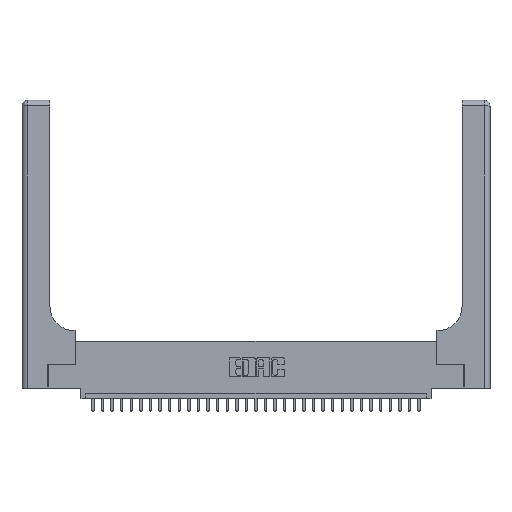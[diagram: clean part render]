
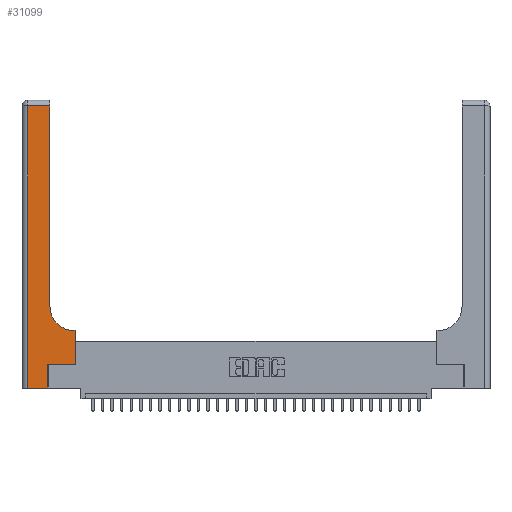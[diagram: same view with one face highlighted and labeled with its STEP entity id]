
A CAD part, top view. The second image highlights one B-rep face of the part: STEP entity #31099.
In plain terms, the highlighted planar face has unit normal (0, 0, 1).
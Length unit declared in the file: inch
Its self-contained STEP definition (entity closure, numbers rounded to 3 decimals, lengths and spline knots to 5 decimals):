
#1226 = EDGE_CURVE ( 'NONE', #4907, #2505, #5621, .T. ) ;
#1781 = ORIENTED_EDGE ( 'NONE', *, *, #8419, .T. ) ;
#2505 = VERTEX_POINT ( 'NONE', #4835 ) ;
#3212 = CARTESIAN_POINT ( 'NONE',  ( 0., 0., 0.37 ) ) ;
#3218 = CARTESIAN_POINT ( 'NONE',  ( 0.2915, 2.94, 0.37 ) ) ;
#3481 = EDGE_CURVE ( 'NONE', #18878, #16149, #3900, .T. ) ;
#3621 = CARTESIAN_POINT ( 'NONE',  ( 0.269, 0., 0.37 ) ) ;
#3757 = DIRECTION ( 'NONE',  ( 0., 1., 0. ) ) ;
#3851 = ORIENTED_EDGE ( 'NONE', *, *, #9743, .T. ) ;
#3900 = LINE ( 'NONE', #31643, #19684 ) ;
#3948 = EDGE_CURVE ( 'NONE', #23141, #9352, #7820, .T. ) ;
#4232 = ORIENTED_EDGE ( 'NONE', *, *, #3481, .T. ) ;
#4835 = CARTESIAN_POINT ( 'NONE',  ( 0.06, 0., 0.37 ) ) ;
#4907 = VERTEX_POINT ( 'NONE', #17370 ) ;
#5621 = LINE ( 'NONE', #10177, #30481 ) ;
#5769 = DIRECTION ( 'NONE',  ( -1., 0., 0. ) ) ;
#5900 = CARTESIAN_POINT ( 'NONE',  ( 0.5415, 0.85, 0.37 ) ) ;
#6443 = DIRECTION ( 'NONE',  ( -1., 0., 0. ) ) ;
#6822 = ORIENTED_EDGE ( 'NONE', *, *, #18379, .T. ) ;
#7820 = LINE ( 'NONE', #31081, #27150 ) ;
#7967 = ORIENTED_EDGE ( 'NONE', *, *, #27414, .T. ) ;
#8419 = EDGE_CURVE ( 'NONE', #13288, #18878, #20692, .T. ) ;
#8743 = DIRECTION ( 'NONE',  ( 1., 0., 0. ) ) ;
#9352 = VERTEX_POINT ( 'NONE', #30212 ) ;
#9743 = EDGE_CURVE ( 'NONE', #9352, #25804, #13080, .T. ) ;
#10177 = CARTESIAN_POINT ( 'NONE',  ( 0.06, 3., 0.37 ) ) ;
#10828 = EDGE_LOOP ( 'NONE', ( #4232, #6822, #27743, #29199, #7967, #14024, #3851, #28587, #1781 ) ) ;
#13080 = LINE ( 'NONE', #21597, #32394 ) ;
#13254 = DIRECTION ( 'NONE',  ( 0., -1., 0. ) ) ;
#13288 = VERTEX_POINT ( 'NONE', #17530 ) ;
#13890 = VERTEX_POINT ( 'NONE', #14290 ) ;
#14024 = ORIENTED_EDGE ( 'NONE', *, *, #3948, .T. ) ;
#14290 = CARTESIAN_POINT ( 'NONE',  ( 0.269, 0., 0.37 ) ) ;
#14886 = CARTESIAN_POINT ( 'NONE',  ( 0.2915, 0.85, 0.37 ) ) ;
#16149 = VERTEX_POINT ( 'NONE', #3218 ) ;
#16762 = LINE ( 'NONE', #18990, #29009 ) ;
#16775 = VECTOR ( 'NONE', #27593, 39.37008 ) ;
#17370 = CARTESIAN_POINT ( 'NONE',  ( 0.06, 2.94, 0.37 ) ) ;
#17530 = CARTESIAN_POINT ( 'NONE',  ( 0.5415, 0.6, 0.37 ) ) ;
#18379 = EDGE_CURVE ( 'NONE', #16149, #4907, #20345, .T. ) ;
#18878 = VERTEX_POINT ( 'NONE', #14886 ) ;
#18990 = CARTESIAN_POINT ( 'NONE',  ( 0.2915, 0.6, 0.37 ) ) ;
#19317 = DIRECTION ( 'NONE',  ( 0., 1., 0. ) ) ;
#19664 = VECTOR ( 'NONE', #28856, 39.37008 ) ;
#19684 = VECTOR ( 'NONE', #19317, 39.37008 ) ;
#20096 = CARTESIAN_POINT ( 'NONE',  ( 0., 2.94, 0.37 ) ) ;
#20345 = LINE ( 'NONE', #20096, #16775 ) ;
#20594 = CARTESIAN_POINT ( 'NONE',  ( 0.269, 0.25, 0.37 ) ) ;
#20692 = CIRCLE ( 'NONE', #27832, 0.25 ) ;
#21093 = EDGE_CURVE ( 'NONE', #2505, #13890, #22417, .T. ) ;
#21597 = CARTESIAN_POINT ( 'NONE',  ( 0.5585, 0.25, 0.37 ) ) ;
#22140 = EDGE_CURVE ( 'NONE', #25804, #13288, #16762, .T. ) ;
#22417 = LINE ( 'NONE', #3212, #19664 ) ;
#23141 = VERTEX_POINT ( 'NONE', #20594 ) ;
#23551 = DIRECTION ( 'NONE',  ( 0., 0., -1. ) ) ;
#24627 = FACE_OUTER_BOUND ( 'NONE', #10828, .T. ) ;
#24684 = AXIS2_PLACEMENT_3D ( 'NONE', #28034, #25497, #5769 ) ;
#24871 = VECTOR ( 'NONE', #26216, 39.37008 ) ;
#25075 = PLANE ( 'NONE',  #24684 ) ;
#25398 = CARTESIAN_POINT ( 'NONE',  ( 0.5585, 0.6, 0.37 ) ) ;
#25497 = DIRECTION ( 'NONE',  ( 0., 0., -1. ) ) ;
#25804 = VERTEX_POINT ( 'NONE', #25398 ) ;
#26216 = DIRECTION ( 'NONE',  ( 0., 1., 0. ) ) ;
#27150 = VECTOR ( 'NONE', #31185, 39.37008 ) ;
#27414 = EDGE_CURVE ( 'NONE', #13890, #23141, #31944, .T. ) ;
#27593 = DIRECTION ( 'NONE',  ( -1., 0., 0. ) ) ;
#27743 = ORIENTED_EDGE ( 'NONE', *, *, #1226, .T. ) ;
#27832 = AXIS2_PLACEMENT_3D ( 'NONE', #5900, #23551, #8743 ) ;
#28034 = CARTESIAN_POINT ( 'NONE',  ( 0., 3., 0.37 ) ) ;
#28587 = ORIENTED_EDGE ( 'NONE', *, *, #22140, .T. ) ;
#28856 = DIRECTION ( 'NONE',  ( 1., 0., 0. ) ) ;
#29009 = VECTOR ( 'NONE', #6443, 39.37008 ) ;
#29199 = ORIENTED_EDGE ( 'NONE', *, *, #21093, .T. ) ;
#30212 = CARTESIAN_POINT ( 'NONE',  ( 0.5585, 0.25, 0.37 ) ) ;
#30481 = VECTOR ( 'NONE', #13254, 39.37008 ) ;
#31081 = CARTESIAN_POINT ( 'NONE',  ( 0.269, 0.25, 0.37 ) ) ;
#31099 = ADVANCED_FACE ( 'NONE', ( #24627 ), #25075, .F. ) ;
#31185 = DIRECTION ( 'NONE',  ( 1., 0., 0. ) ) ;
#31643 = CARTESIAN_POINT ( 'NONE',  ( 0.2915, 3., 0.37 ) ) ;
#31944 = LINE ( 'NONE', #3621, #24871 ) ;
#32394 = VECTOR ( 'NONE', #3757, 39.37008 ) ;
